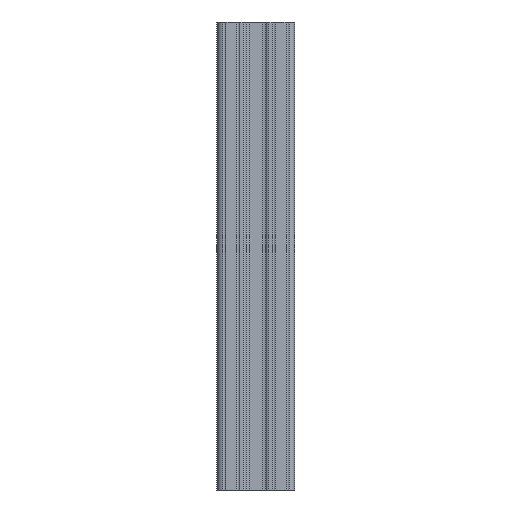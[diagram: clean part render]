
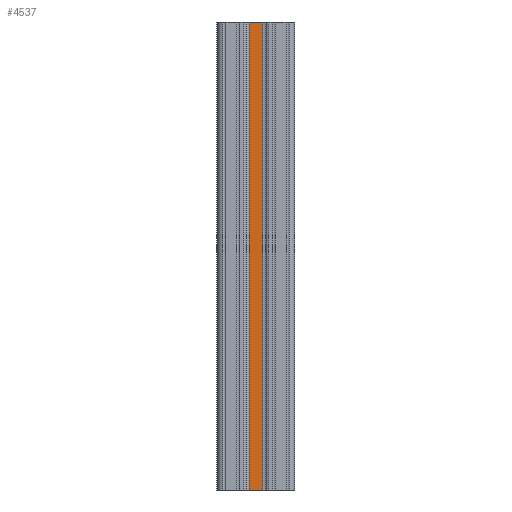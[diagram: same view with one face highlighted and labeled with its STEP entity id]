
A CAD part, front view. The second image highlights one B-rep face of the part: STEP entity #4537.
In plain terms, the highlighted planar face has unit normal (0, -1, 0).
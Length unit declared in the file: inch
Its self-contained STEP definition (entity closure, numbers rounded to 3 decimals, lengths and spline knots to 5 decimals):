
#387 = ORIENTED_EDGE ( 'NONE', *, *, #4244, .T. ) ;
#576 = EDGE_CURVE ( 'NONE', #1678, #2307, #1742, .T. ) ;
#782 = CARTESIAN_POINT ( 'NONE',  ( -0.0852, -0.683, 3. ) ) ;
#1029 = VECTOR ( 'NONE', #1474, 39.37008 ) ;
#1084 = VECTOR ( 'NONE', #2868, 39.37008 ) ;
#1474 = DIRECTION ( 'NONE',  ( 0., 0., -1. ) ) ;
#1678 = VERTEX_POINT ( 'NONE', #2007 ) ;
#1706 = EDGE_CURVE ( 'NONE', #3397, #3676, #5476, .T. ) ;
#1716 = AXIS2_PLACEMENT_3D ( 'NONE', #4625, #2432, #5515 ) ;
#1742 = LINE ( 'NONE', #2728, #4631 ) ;
#1751 = DIRECTION ( 'NONE',  ( 1., 0., 0. ) ) ;
#1763 = CARTESIAN_POINT ( 'NONE',  ( -0.0852, -0.683, 3. ) ) ;
#2007 = CARTESIAN_POINT ( 'NONE',  ( -0.0852, -0.683, -3. ) ) ;
#2307 = VERTEX_POINT ( 'NONE', #2410 ) ;
#2370 = ORIENTED_EDGE ( 'NONE', *, *, #576, .T. ) ;
#2387 = ORIENTED_EDGE ( 'NONE', *, *, #1706, .F. ) ;
#2410 = CARTESIAN_POINT ( 'NONE',  ( 0.0852, -0.683, -3. ) ) ;
#2432 = DIRECTION ( 'NONE',  ( 0., 1., 0. ) ) ;
#2550 = LINE ( 'NONE', #4484, #1029 ) ;
#2728 = CARTESIAN_POINT ( 'NONE',  ( 0., -0.683, -3. ) ) ;
#2773 = VECTOR ( 'NONE', #5688, 39.37008 ) ;
#2840 = EDGE_CURVE ( 'NONE', #3676, #2307, #2550, .T. ) ;
#2868 = DIRECTION ( 'NONE',  ( 1., 0., 0. ) ) ;
#3329 = PLANE ( 'NONE',  #1716 ) ;
#3397 = VERTEX_POINT ( 'NONE', #782 ) ;
#3676 = VERTEX_POINT ( 'NONE', #4088 ) ;
#3701 = CARTESIAN_POINT ( 'NONE',  ( 0., -0.683, 3. ) ) ;
#3719 = ORIENTED_EDGE ( 'NONE', *, *, #2840, .F. ) ;
#4088 = CARTESIAN_POINT ( 'NONE',  ( 0.0852, -0.683, 3. ) ) ;
#4244 = EDGE_CURVE ( 'NONE', #3397, #1678, #4342, .T. ) ;
#4342 = LINE ( 'NONE', #1763, #2773 ) ;
#4484 = CARTESIAN_POINT ( 'NONE',  ( 0.0852, -0.683, 3. ) ) ;
#4537 = ADVANCED_FACE ( 'NONE', ( #5023 ), #3329, .F. ) ;
#4625 = CARTESIAN_POINT ( 'NONE',  ( 0., -0.683, 3. ) ) ;
#4631 = VECTOR ( 'NONE', #1751, 39.37008 ) ;
#5023 = FACE_OUTER_BOUND ( 'NONE', #5373, .T. ) ;
#5373 = EDGE_LOOP ( 'NONE', ( #2370, #3719, #2387, #387 ) ) ;
#5476 = LINE ( 'NONE', #3701, #1084 ) ;
#5515 = DIRECTION ( 'NONE',  ( 0., 0., 1. ) ) ;
#5688 = DIRECTION ( 'NONE',  ( 0., 0., -1. ) ) ;
